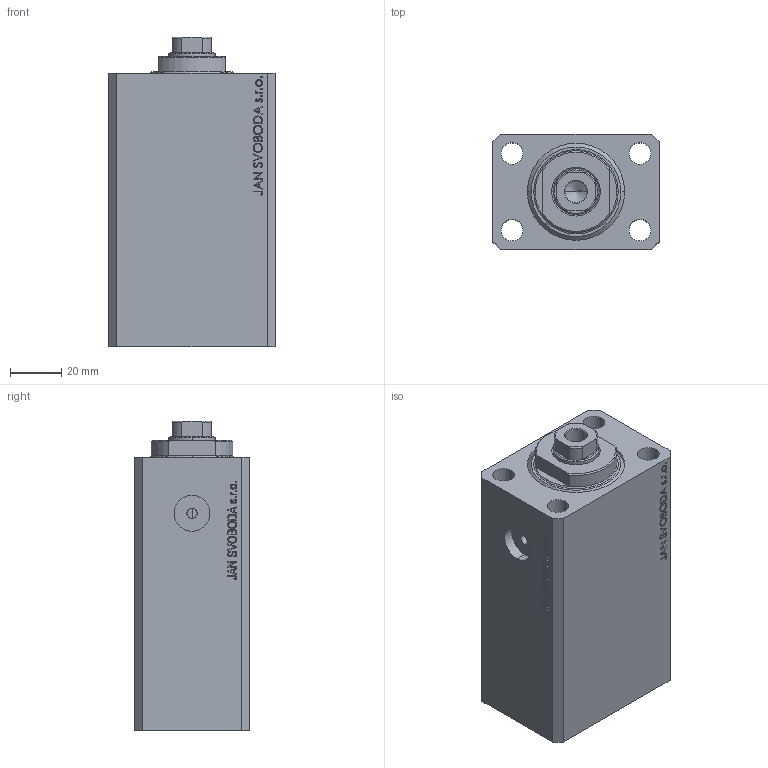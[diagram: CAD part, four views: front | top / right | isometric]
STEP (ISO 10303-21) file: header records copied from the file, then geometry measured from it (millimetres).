
FILE_DESCRIPTION (( 'STEP AP203' ), '1' );
FILE_NAME ('6975.STEP', '2023-10-18T14:26:40', ( '' ), ( '' ), 'SwSTEP 2.0', 'SolidWorks 2019', '' );
FILE_SCHEMA (( 'CONFIG_CONTROL_DESIGN' ));
Length unit declared in the file: millimetre
Products named in the file (4): V250CE_C_Body af08ed17500d8ddb33f25e38612219fd; V250CE_VC_C af08ed17500d8ddb33f25e38612219fd; 6975; V250CE_C_VCP af08ed17500d8ddb33f25e38612219fd
Assembly tree (3 placements, depth 2):
  6975
    V250CE_C_Body af08ed17500d8ddb33f25e38612219fd
    V250CE_C_VCP af08ed17500d8ddb33f25e38612219fd
    V250CE_VC_C af08ed17500d8ddb33f25e38612219fd
Bounding box: 65 x 45 x 121 mm (x, y, z)
Volume: 276705.8 mm3; surface area: 64464 mm2
Topology: 3 solids, 3 shells, 868 faces, 2248 edges, 1489 vertices
Faces by surface type: plane 428, bspline 374, cylinder 46, cone 14, torus 6
Entity records: 44606 total; most frequent: CARTESIAN_POINT 25437, ORIENTED_EDGE 4492, DIRECTION 2596, EDGE_CURVE 2246, VERTEX_POINT 1489, VECTOR 1364, LINE 1364, EDGE_LOOP 989
